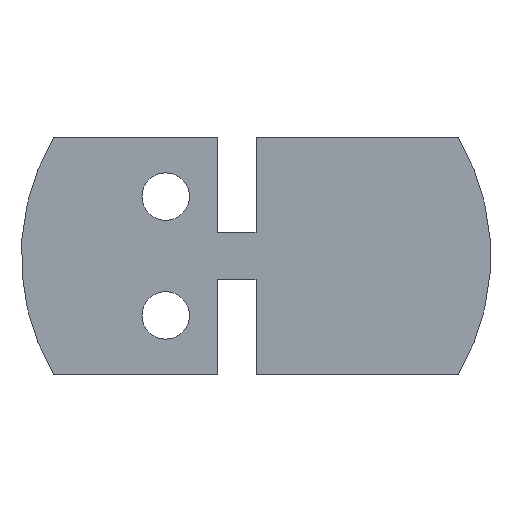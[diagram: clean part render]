
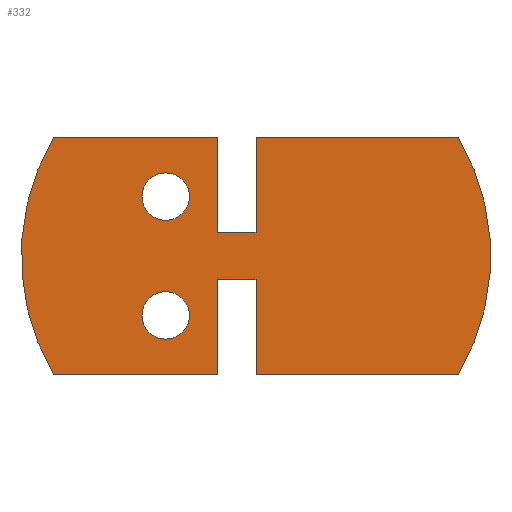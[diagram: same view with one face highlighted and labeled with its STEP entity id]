
A CAD part, front view. The second image highlights one B-rep face of the part: STEP entity #332.
In plain terms, the highlighted planar face has unit normal (0, -1, 0).
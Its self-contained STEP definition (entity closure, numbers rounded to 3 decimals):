
#16=FACE_BOUND('',#64,.T.);
#17=FACE_BOUND('',#65,.T.);
#29=PLANE('',#379);
#45=FACE_OUTER_BOUND('',#63,.T.);
#63=EDGE_LOOP('',(#282,#283,#284,#285,#286,#287,#288,#289,#290,#291,#292,
#293));
#64=EDGE_LOOP('',(#294));
#65=EDGE_LOOP('',(#295));
#68=LINE('',#480,#102);
#72=LINE('',#488,#106);
#75=LINE('',#494,#109);
#79=LINE('',#506,#113);
#82=LINE('',#512,#116);
#85=LINE('',#518,#119);
#88=LINE('',#524,#122);
#91=LINE('',#530,#125);
#95=LINE('',#542,#129);
#98=LINE('',#547,#132);
#102=VECTOR('',#398,10.);
#106=VECTOR('',#404,10.);
#109=VECTOR('',#409,10.);
#113=VECTOR('',#421,10.);
#116=VECTOR('',#426,10.);
#119=VECTOR('',#431,10.);
#122=VECTOR('',#436,10.);
#125=VECTOR('',#441,10.);
#129=VECTOR('',#453,10.);
#132=VECTOR('',#458,10.);
#135=CIRCLE('',#358,2.);
#137=CIRCLE('',#361,2.);
#138=CIRCLE('',#366,19.75);
#140=CIRCLE('',#374,19.75);
#143=VERTEX_POINT('',#468);
#145=VERTEX_POINT('',#474);
#146=VERTEX_POINT('',#478);
#147=VERTEX_POINT('',#479);
#150=VERTEX_POINT('',#487);
#152=VERTEX_POINT('',#493);
#154=VERTEX_POINT('',#499);
#156=VERTEX_POINT('',#505);
#158=VERTEX_POINT('',#511);
#160=VERTEX_POINT('',#517);
#162=VERTEX_POINT('',#523);
#164=VERTEX_POINT('',#529);
#166=VERTEX_POINT('',#535);
#168=VERTEX_POINT('',#541);
#172=EDGE_CURVE('',#143,#143,#135,.T.);
#175=EDGE_CURVE('',#145,#145,#137,.T.);
#176=EDGE_CURVE('',#146,#147,#68,.T.);
#180=EDGE_CURVE('',#150,#146,#72,.T.);
#183=EDGE_CURVE('',#152,#150,#75,.T.);
#186=EDGE_CURVE('',#154,#152,#138,.T.);
#189=EDGE_CURVE('',#156,#154,#79,.T.);
#192=EDGE_CURVE('',#158,#156,#82,.T.);
#195=EDGE_CURVE('',#160,#158,#85,.T.);
#198=EDGE_CURVE('',#162,#160,#88,.T.);
#201=EDGE_CURVE('',#164,#162,#91,.T.);
#204=EDGE_CURVE('',#166,#164,#140,.T.);
#207=EDGE_CURVE('',#168,#166,#95,.T.);
#210=EDGE_CURVE('',#147,#168,#98,.T.);
#282=ORIENTED_EDGE('',*,*,#210,.F.);
#283=ORIENTED_EDGE('',*,*,#176,.F.);
#284=ORIENTED_EDGE('',*,*,#180,.F.);
#285=ORIENTED_EDGE('',*,*,#183,.F.);
#286=ORIENTED_EDGE('',*,*,#186,.F.);
#287=ORIENTED_EDGE('',*,*,#189,.F.);
#288=ORIENTED_EDGE('',*,*,#192,.F.);
#289=ORIENTED_EDGE('',*,*,#195,.F.);
#290=ORIENTED_EDGE('',*,*,#198,.F.);
#291=ORIENTED_EDGE('',*,*,#201,.F.);
#292=ORIENTED_EDGE('',*,*,#204,.F.);
#293=ORIENTED_EDGE('',*,*,#207,.F.);
#294=ORIENTED_EDGE('',*,*,#175,.F.);
#295=ORIENTED_EDGE('',*,*,#172,.F.);
#332=ADVANCED_FACE('',(#45,#16,#17),#29,.F.);
#358=AXIS2_PLACEMENT_3D('',#470,#387,#388);
#361=AXIS2_PLACEMENT_3D('',#476,#394,#395);
#366=AXIS2_PLACEMENT_3D('',#500,#414,#415);
#374=AXIS2_PLACEMENT_3D('',#536,#446,#447);
#379=AXIS2_PLACEMENT_3D('',#550,#462,#463);
#387=DIRECTION('center_axis',(0.,-1.,0.));
#388=DIRECTION('ref_axis',(1.,0.,0.));
#394=DIRECTION('center_axis',(0.,-1.,0.));
#395=DIRECTION('ref_axis',(1.,0.,0.));
#398=DIRECTION('',(-1.,0.,0.));
#404=DIRECTION('',(0.,0.,1.));
#409=DIRECTION('',(-1.,0.,0.));
#414=DIRECTION('center_axis',(0.,1.,0.));
#415=DIRECTION('ref_axis',(-1.,0.,0.));
#421=DIRECTION('',(1.,0.,0.));
#426=DIRECTION('',(0.,0.,1.));
#431=DIRECTION('',(1.,0.,0.));
#436=DIRECTION('',(0.,0.,-1.));
#441=DIRECTION('',(1.,0.,0.));
#446=DIRECTION('center_axis',(0.,1.,0.));
#447=DIRECTION('ref_axis',(-1.,0.,0.));
#453=DIRECTION('',(-1.,0.,0.));
#458=DIRECTION('',(0.,0.,-1.));
#462=DIRECTION('center_axis',(0.,1.,0.));
#463=DIRECTION('ref_axis',(0.,0.,1.));
#468=CARTESIAN_POINT('',(-9.6,0.,-5.));
#470=CARTESIAN_POINT('Origin',(-7.6,0.,-5.));
#474=CARTESIAN_POINT('',(-9.6,0.,5.));
#476=CARTESIAN_POINT('Origin',(-7.6,0.,5.));
#478=CARTESIAN_POINT('',(0.,0.,-2.));
#479=CARTESIAN_POINT('',(-3.2,0.,-2.));
#480=CARTESIAN_POINT('',(0.,0.,-2.));
#487=CARTESIAN_POINT('',(0.,0.,-10.));
#488=CARTESIAN_POINT('',(0.,0.,-10.));
#493=CARTESIAN_POINT('',(17.031,0.,-10.));
#494=CARTESIAN_POINT('',(17.031,0.,-10.));
#499=CARTESIAN_POINT('',(17.031,0.,10.));
#500=CARTESIAN_POINT('Origin',(0.,0.,0.));
#505=CARTESIAN_POINT('',(0.,0.,10.));
#506=CARTESIAN_POINT('',(-0.1,0.,10.));
#511=CARTESIAN_POINT('',(0.,0.,2.));
#512=CARTESIAN_POINT('',(0.,0.,2.));
#517=CARTESIAN_POINT('',(-3.2,0.,2.));
#518=CARTESIAN_POINT('',(-3.2,0.,2.));
#523=CARTESIAN_POINT('',(-3.2,0.,10.));
#524=CARTESIAN_POINT('',(-3.2,0.,10.));
#529=CARTESIAN_POINT('',(-17.031,0.,10.));
#530=CARTESIAN_POINT('',(-17.031,0.,10.));
#535=CARTESIAN_POINT('',(-17.031,0.,-10.));
#536=CARTESIAN_POINT('Origin',(0.,0.,0.));
#541=CARTESIAN_POINT('',(-3.2,0.,-10.));
#542=CARTESIAN_POINT('',(-3.1,0.,-10.));
#547=CARTESIAN_POINT('',(-3.2,0.,-2.));
#550=CARTESIAN_POINT('Origin',(0.,0.,0.));
